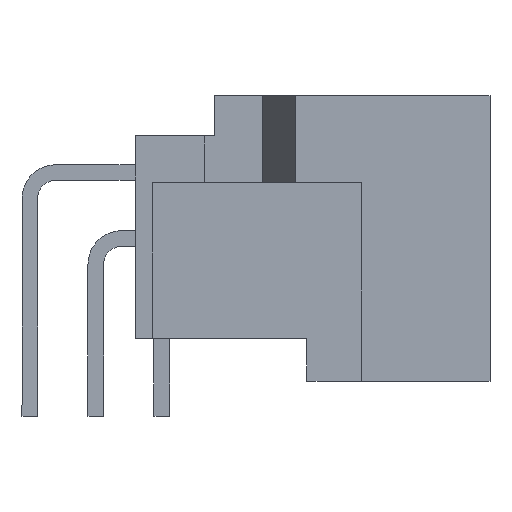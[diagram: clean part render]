
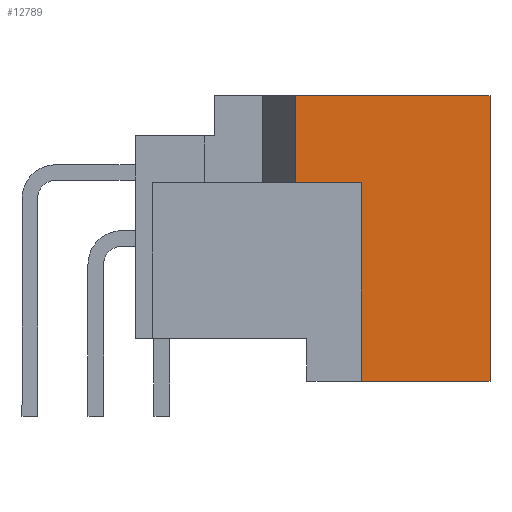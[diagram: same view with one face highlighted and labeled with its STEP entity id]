
A CAD part, front view. The second image highlights one B-rep face of the part: STEP entity #12789.
In plain terms, the highlighted planar face has unit normal (0, -1, 0).
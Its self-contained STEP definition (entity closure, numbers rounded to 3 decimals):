
#919=FACE_OUTER_BOUND('',#1697,.T.);
#1697=EDGE_LOOP('',(#10168,#10169,#10170,#10171,#10172,#10173));
#2920=LINE('',#19711,#4502);
#2931=LINE('',#19733,#4513);
#2962=LINE('',#19794,#4544);
#2964=LINE('',#19798,#4546);
#2966=LINE('',#19802,#4548);
#2967=LINE('',#19803,#4549);
#4502=VECTOR('',#16081,11.);
#4513=VECTOR('',#16094,7.502);
#4544=VECTOR('',#16153,4.95);
#4546=VECTOR('',#16157,7.65);
#4548=VECTOR('',#16161,3.35);
#4549=VECTOR('',#16162,2.552);
#5876=VERTEX_POINT('',#19708);
#5877=VERTEX_POINT('',#19710);
#5887=VERTEX_POINT('',#19731);
#5903=VERTEX_POINT('',#19793);
#5904=VERTEX_POINT('',#19797);
#5905=VERTEX_POINT('',#19801);
#7371=EDGE_CURVE('',#5876,#5877,#2920,.T.);
#7382=EDGE_CURVE('',#5887,#5876,#2931,.T.);
#7413=EDGE_CURVE('',#5877,#5903,#2962,.T.);
#7415=EDGE_CURVE('',#5904,#5903,#2964,.T.);
#7417=EDGE_CURVE('',#5887,#5905,#2966,.T.);
#7418=EDGE_CURVE('',#5905,#5904,#2967,.T.);
#10168=ORIENTED_EDGE('',*,*,#7415,.T.);
#10169=ORIENTED_EDGE('',*,*,#7413,.F.);
#10170=ORIENTED_EDGE('',*,*,#7371,.F.);
#10171=ORIENTED_EDGE('',*,*,#7382,.F.);
#10172=ORIENTED_EDGE('',*,*,#7417,.T.);
#10173=ORIENTED_EDGE('',*,*,#7418,.T.);
#12063=PLANE('',#13747);
#12789=ADVANCED_FACE('',(#919),#12063,.T.);
#13747=AXIS2_PLACEMENT_3D('',#19800,#16159,#16160);
#16081=DIRECTION('',(0.,0.,-1.));
#16094=DIRECTION('',(1.,0.,0.));
#16153=DIRECTION('',(-1.,0.,0.));
#16157=DIRECTION('',(0.,0.,-1.));
#16159=DIRECTION('center_axis',(0.,-1.,0.));
#16160=DIRECTION('ref_axis',(0.,0.,1.));
#16161=DIRECTION('',(0.,0.,-1.));
#16162=DIRECTION('',(1.,0.,0.));
#19708=CARTESIAN_POINT('',(12.64,-83.12,9.35));
#19710=CARTESIAN_POINT('',(12.64,-83.12,-1.65));
#19711=CARTESIAN_POINT('',(12.64,-83.12,9.35));
#19731=CARTESIAN_POINT('',(5.138,-83.12,9.35));
#19733=CARTESIAN_POINT('',(5.138,-83.12,9.35));
#19793=CARTESIAN_POINT('',(7.69,-83.12,-1.65));
#19794=CARTESIAN_POINT('',(12.64,-83.12,-1.65));
#19797=CARTESIAN_POINT('',(7.69,-83.12,6.));
#19798=CARTESIAN_POINT('',(7.69,-83.12,6.));
#19800=CARTESIAN_POINT('Origin',(13.19,-83.12,3.85));
#19801=CARTESIAN_POINT('',(5.138,-83.12,6.));
#19802=CARTESIAN_POINT('',(5.138,-83.12,9.35));
#19803=CARTESIAN_POINT('',(5.138,-83.12,6.));
